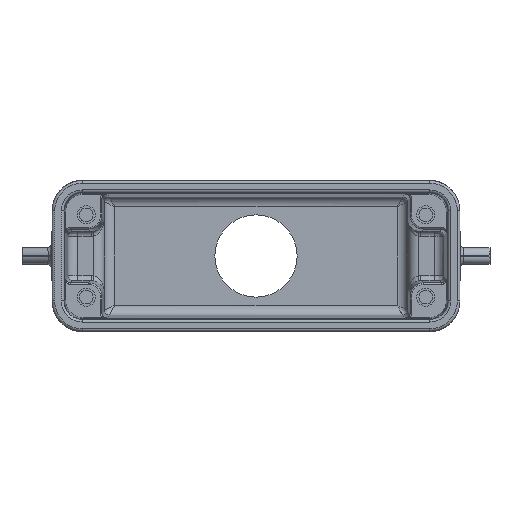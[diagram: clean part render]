
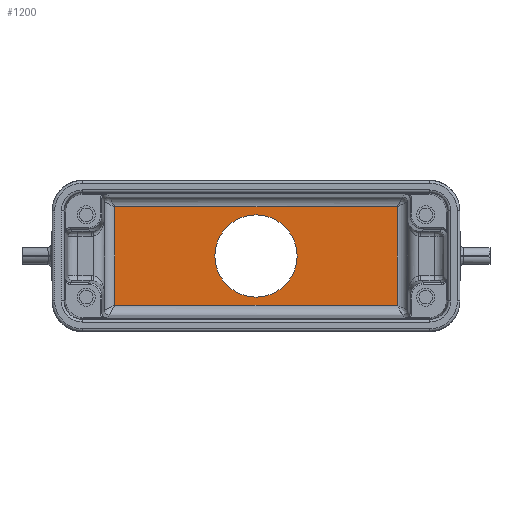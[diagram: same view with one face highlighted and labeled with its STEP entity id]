
A CAD part, front view. The second image highlights one B-rep face of the part: STEP entity #1200.
In plain terms, the highlighted planar face has unit normal (0, -1, 0).
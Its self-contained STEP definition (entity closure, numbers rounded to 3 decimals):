
#566=PLANE('',#8298);
#645=FACE_BOUND('',#2119,.T.);
#646=FACE_BOUND('',#2120,.T.);
#1200=ADVANCED_FACE('NONE',(#645,#646),#566,.T.);
#2119=EDGE_LOOP('',(#4043,#4044,#4045,#4046));
#2120=EDGE_LOOP('',(#4047,#4048));
#2261=CIRCLE('',#7865,8.);
#2366=CIRCLE('',#8297,8.);
#4043=ORIENTED_EDGE('',*,*,#6258,.T.);
#4044=ORIENTED_EDGE('',*,*,#6254,.T.);
#4045=ORIENTED_EDGE('',*,*,#6252,.T.);
#4046=ORIENTED_EDGE('',*,*,#6310,.T.);
#4047=ORIENTED_EDGE('',*,*,#6311,.F.);
#4048=ORIENTED_EDGE('',*,*,#5409,.F.);
#4701=VERTEX_POINT('',#10444);
#4702=VERTEX_POINT('',#10446);
#5185=VERTEX_POINT('',#14095);
#5188=VERTEX_POINT('',#14173);
#5249=VERTEX_POINT('',#14852);
#5250=VERTEX_POINT('',#14864);
#5409=EDGE_CURVE('NONE',#4701,#4702,#2261,.T.);
#6252=EDGE_CURVE('NONE',#5185,#5249,#7040,.T.);
#6254=EDGE_CURVE('NONE',#5188,#5185,#7042,.T.);
#6258=EDGE_CURVE('NONE',#5250,#5188,#7045,.T.);
#6310=EDGE_CURVE('NONE',#5249,#5250,#7070,.T.);
#6311=EDGE_CURVE('NONE',#4702,#4701,#2366,.T.);
#7040=LINE('',#14853,#7710);
#7042=LINE('',#14856,#7712);
#7045=LINE('',#14867,#7715);
#7070=LINE('',#15193,#7740);
#7710=VECTOR('',#9826,1.);
#7712=VECTOR('',#9830,1.);
#7715=VECTOR('',#9837,1.);
#7740=VECTOR('',#9926,1.);
#7865=AXIS2_PLACEMENT_3D('',#10445,#8512,#8513);
#8297=AXIS2_PLACEMENT_3D('',#15194,#9927,#9928);
#8298=AXIS2_PLACEMENT_3D('',#15195,#9929,#9930);
#8512=DIRECTION('',(0.,-1.,0.));
#8513=DIRECTION('',(0.,0.,-1.));
#9826=DIRECTION('',(0.,0.,-1.));
#9830=DIRECTION('',(-1.,0.,0.));
#9837=DIRECTION('',(0.,0.,1.));
#9926=DIRECTION('',(1.,0.,0.));
#9927=DIRECTION('',(0.,-1.,0.));
#9928=DIRECTION('',(0.,0.,-1.));
#9929=DIRECTION('',(0.,-1.,0.));
#9930=DIRECTION('',(0.,0.,-1.));
#10444=CARTESIAN_POINT('',(0.,42.,-8.));
#10445=CARTESIAN_POINT('',(0.,42.,0.));
#10446=CARTESIAN_POINT('',(0.,42.,8.));
#14095=CARTESIAN_POINT('',(-27.511,42.,9.551));
#14173=CARTESIAN_POINT('',(27.511,42.,9.551));
#14852=CARTESIAN_POINT('',(-27.511,42.,-9.551));
#14853=CARTESIAN_POINT('',(-27.511,42.,0.));
#14856=CARTESIAN_POINT('',(0.,42.,9.551));
#14864=CARTESIAN_POINT('',(27.511,42.,-9.551));
#14867=CARTESIAN_POINT('',(27.511,42.,0.));
#15193=CARTESIAN_POINT('',(29.627,42.,-9.551));
#15194=CARTESIAN_POINT('',(0.,42.,0.));
#15195=CARTESIAN_POINT('',(0.,42.,0.));
